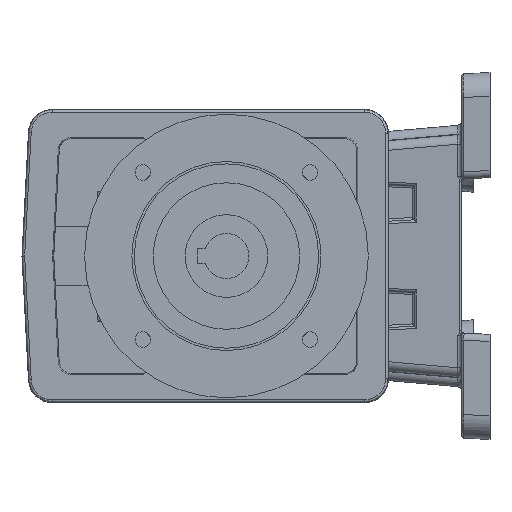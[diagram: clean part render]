
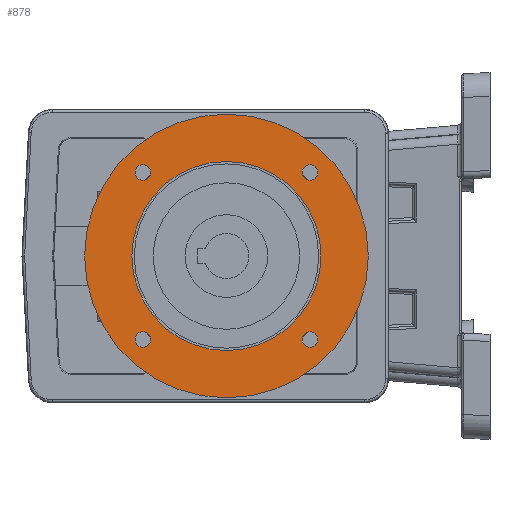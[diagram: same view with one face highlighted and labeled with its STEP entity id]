
A CAD part, left-side view. The second image highlights one B-rep face of the part: STEP entity #878.
In plain terms, the highlighted planar face has unit normal (-1, 0, 0).
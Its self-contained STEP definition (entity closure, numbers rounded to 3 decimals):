
#878 = ADVANCED_FACE( '', ( #2326, #2327, #2328, #2329, #2330, #2331 ), #2332, .F. );
#2326 = FACE_BOUND( '', #5066, .T. );
#2327 = FACE_BOUND( '', #5067, .T. );
#2328 = FACE_BOUND( '', #5068, .T. );
#2329 = FACE_BOUND( '', #5069, .T. );
#2330 = FACE_OUTER_BOUND( '', #5070, .T. );
#2331 = FACE_BOUND( '', #5071, .T. );
#2332 = PLANE( '', #5072 );
#5066 = EDGE_LOOP( '', ( #11401 ) );
#5067 = EDGE_LOOP( '', ( #11402 ) );
#5068 = EDGE_LOOP( '', ( #11403 ) );
#5069 = EDGE_LOOP( '', ( #11404 ) );
#5070 = EDGE_LOOP( '', ( #11405 ) );
#5071 = EDGE_LOOP( '', ( #11406 ) );
#5072 = AXIS2_PLACEMENT_3D( '', #11407, #11408, #11409 );
#11401 = ORIENTED_EDGE( '', *, *, #17370, .T. );
#11402 = ORIENTED_EDGE( '', *, *, #17371, .T. );
#11403 = ORIENTED_EDGE( '', *, *, #17372, .T. );
#11404 = ORIENTED_EDGE( '', *, *, #17373, .T. );
#11405 = ORIENTED_EDGE( '', *, *, #17374, .F. );
#11406 = ORIENTED_EDGE( '', *, *, #17375, .T. );
#11407 = CARTESIAN_POINT( '', ( -48.745, 11.5, 72.463 ) );
#11408 = DIRECTION( '', ( 1., 0., 0. ) );
#11409 = DIRECTION( '', ( 0., 1., 0. ) );
#17370 = EDGE_CURVE( '', #20056, #20056, #20057, .T. );
#17371 = EDGE_CURVE( '', #20058, #20058, #20059, .T. );
#17372 = EDGE_CURVE( '', #20060, #20060, #20061, .T. );
#17373 = EDGE_CURVE( '', #20062, #20062, #20063, .T. );
#17374 = EDGE_CURVE( '', #20064, #20064, #20065, .T. );
#17375 = EDGE_CURVE( '', #20066, #20066, #20067, .T. );
#20056 = VERTEX_POINT( '', #24232 );
#20057 = CIRCLE( '', #24233, 3.3 );
#20058 = VERTEX_POINT( '', #24234 );
#20059 = CIRCLE( '', #24235, 3.3 );
#20060 = VERTEX_POINT( '', #24236 );
#20061 = CIRCLE( '', #24237, 3.3 );
#20062 = VERTEX_POINT( '', #24238 );
#20063 = CIRCLE( '', #24239, 40. );
#20064 = VERTEX_POINT( '', #24240 );
#20065 = CIRCLE( '', #24241, 60. );
#20066 = VERTEX_POINT( '', #24242 );
#20067 = CIRCLE( '', #24243, 3.3 );
#24232 = CARTESIAN_POINT( '', ( -48.745, -27.155, 107.818 ) );
#24233 = AXIS2_PLACEMENT_3D( '', #29464, #29465, #29466 );
#24234 = CARTESIAN_POINT( '', ( -48.745, -23.855, 33.808 ) );
#24235 = AXIS2_PLACEMENT_3D( '', #29467, #29468, #29469 );
#24236 = CARTESIAN_POINT( '', ( -48.745, 50.155, 37.108 ) );
#24237 = AXIS2_PLACEMENT_3D( '', #29470, #29471, #29472 );
#24238 = CARTESIAN_POINT( '', ( -48.745, 11.5, 112.463 ) );
#24239 = AXIS2_PLACEMENT_3D( '', #29473, #29474, #29475 );
#24240 = CARTESIAN_POINT( '', ( -48.745, 11.5, 132.463 ) );
#24241 = AXIS2_PLACEMENT_3D( '', #29476, #29477, #29478 );
#24242 = CARTESIAN_POINT( '', ( -48.745, 46.855, 111.118 ) );
#24243 = AXIS2_PLACEMENT_3D( '', #29479, #29480, #29481 );
#29464 = CARTESIAN_POINT( '', ( -48.745, -23.855, 107.818 ) );
#29465 = DIRECTION( '', ( 1., 0., 0. ) );
#29466 = DIRECTION( '', ( 0., -1., 0. ) );
#29467 = CARTESIAN_POINT( '', ( -48.745, -23.855, 37.108 ) );
#29468 = DIRECTION( '', ( 1., 0., 0. ) );
#29469 = DIRECTION( '', ( 0., 0., -1. ) );
#29470 = CARTESIAN_POINT( '', ( -48.745, 46.855, 37.108 ) );
#29471 = DIRECTION( '', ( 1., 0., 0. ) );
#29472 = DIRECTION( '', ( 0., 1., 0. ) );
#29473 = CARTESIAN_POINT( '', ( -48.745, 11.5, 72.463 ) );
#29474 = DIRECTION( '', ( 1., 0., 0. ) );
#29475 = DIRECTION( '', ( 0., 0., 1. ) );
#29476 = CARTESIAN_POINT( '', ( -48.745, 11.5, 72.463 ) );
#29477 = DIRECTION( '', ( 1., 0., 0. ) );
#29478 = DIRECTION( '', ( 0., 0., 1. ) );
#29479 = CARTESIAN_POINT( '', ( -48.745, 46.855, 107.818 ) );
#29480 = DIRECTION( '', ( 1., 0., 0. ) );
#29481 = DIRECTION( '', ( 0., 0., 1. ) );
